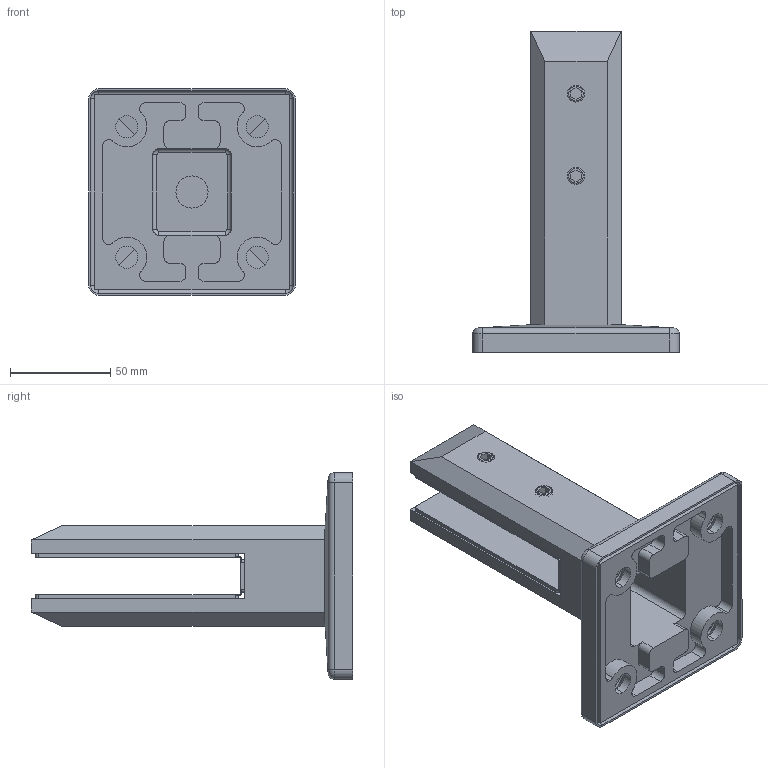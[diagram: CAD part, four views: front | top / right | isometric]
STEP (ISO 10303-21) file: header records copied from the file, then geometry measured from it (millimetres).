
FILE_DESCRIPTION (( 'STEP AP203' ), '1' );
FILE_NAME ('A14_6220-018.STEP', '2020-03-10T10:13:50', ( '' ), ( '' ), 'SwSTEP 2.0', 'SolidWorks 2019', '' );
FILE_SCHEMA (( 'CONFIG_CONTROL_DESIGN' ));
Length unit declared in the file: millimetre
Products named in the file (6): A14_6220-018.P1; A14_6220-018.P3; A14_6220-018; A14_6220-018.P4; A14_6220-018.P2; SKRUTKA DIN 913_SKRUTKA M10X12
Assembly tree (6 placements, depth 2):
  A14_6220-018
    A14_6220-018.P1
    A14_6220-018.P2
    A14_6220-018.P3
    A14_6220-018.P4
    SKRUTKA DIN 913_SKRUTKA M10X12  x2
Bounding box: 103 x 160 x 103 mm (x, y, z)
Volume: 39516.9 mm3; surface area: 140449 mm2
Topology: 5 solids, 8 shells, 620 faces, 1502 edges, 844 vertices
Faces by surface type: cylinder 278, plane 210, sphere 88, cone 24, torus 20
Entity records: 17674 total; most frequent: DIRECTION 3180, CARTESIAN_POINT 2937, ORIENTED_EDGE 2804, EDGE_CURVE 1410, AXIS2_PLACEMENT_3D 1179, VERTEX_POINT 824, LINE 822, VECTOR 822
